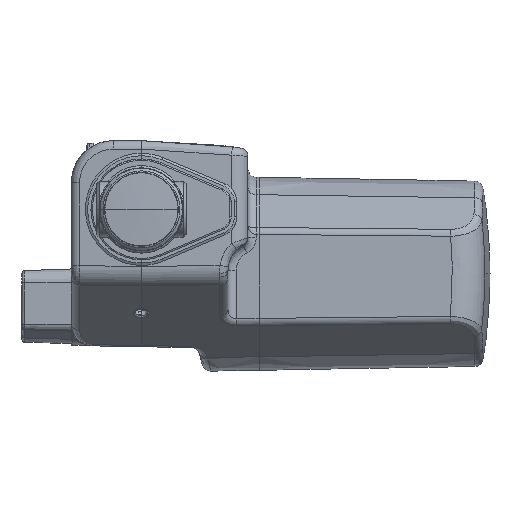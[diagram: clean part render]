
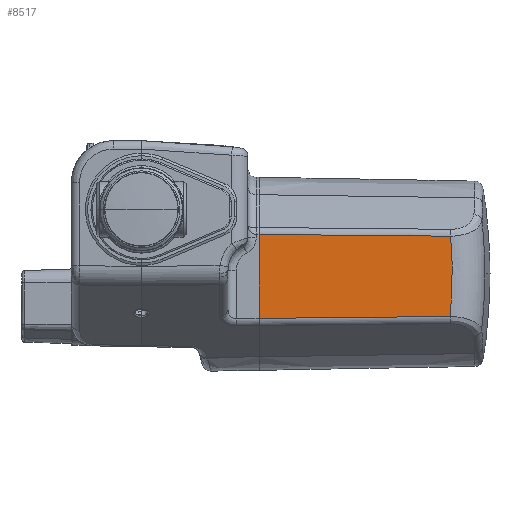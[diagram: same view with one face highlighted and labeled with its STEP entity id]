
A CAD part, left-side view. The second image highlights one B-rep face of the part: STEP entity #8517.
In plain terms, the highlighted planar face has unit normal (-1, -0.018, 0).
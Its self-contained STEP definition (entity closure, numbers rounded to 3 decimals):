
#8517 = ADVANCED_FACE ( 'NONE', ( #28064 ), #27008, .T. ) ;
#11863 = AXIS2_PLACEMENT_3D ( 'NONE', #27007, #27017, #27018 ) ;
#27007 = CARTESIAN_POINT ( 'NONE',  ( -17.12, 0., -35.2 ) ) ;
#27008 = PLANE ( 'NONE',  #11863 ) ;
#27017 = DIRECTION ( 'NONE',  ( -1., -0.017, 0. ) ) ;
#27018 = DIRECTION ( 'NONE',  ( -0.017, 1., 0. ) ) ;
#28064 = FACE_OUTER_BOUND ( 'NONE', #31806, .T. ) ;
#29133 = EDGE_CURVE ( 'NONE', #32993, #32995, #39797, .T. ) ;
#29134 = EDGE_CURVE ( 'NONE', #32995, #32994, #39796, .T. ) ;
#29136 = EDGE_CURVE ( 'NONE', #32991, #32993, #39788, .T. ) ;
#29139 = EDGE_CURVE ( 'NONE', #32991, #32994, #39798, .T. ) ;
#31806 = EDGE_LOOP ( 'NONE', ( #31911, #31912, #31914, #31916 ) ) ;
#31911 = ORIENTED_EDGE ( 'NONE', *, *, #29139, .F. ) ;
#31912 = ORIENTED_EDGE ( 'NONE', *, *, #29136, .T. ) ;
#31914 = ORIENTED_EDGE ( 'NONE', *, *, #29133, .T. ) ;
#31916 = ORIENTED_EDGE ( 'NONE', *, *, #29134, .T. ) ;
#32991 = VERTEX_POINT ( 'NONE', #47823 ) ;
#32993 = VERTEX_POINT ( 'NONE', #47826 ) ;
#32994 = VERTEX_POINT ( 'NONE', #47828 ) ;
#32995 = VERTEX_POINT ( 'NONE', #47830 ) ;
#34511 = AXIS2_PLACEMENT_3D ( 'NONE', #38883, #38886, #38888 ) ;
#38878 = CARTESIAN_POINT ( 'NONE',  ( -17.115, -0.294, -2.764 ) ) ;
#38883 = CARTESIAN_POINT ( 'NONE',  ( -18.032, 52.247, -17.2 ) ) ;
#38886 = DIRECTION ( 'NONE',  ( -1., -0.017, 0. ) ) ;
#38888 = DIRECTION ( 'NONE',  ( -0.017, 1., 0. ) ) ;
#38893 = DIRECTION ( 'NONE',  ( -0.017, 1., 0.009 ) ) ;
#38907 = CARTESIAN_POINT ( 'NONE',  ( -17.121, 0.017, -33.499 ) ) ;
#38909 = DIRECTION ( 'NONE',  ( 0.017, -1., 0.01 ) ) ;
#38991 = CARTESIAN_POINT ( 'NONE',  ( -16.387, -42., -35.2 ) ) ;
#38993 = DIRECTION ( 'NONE',  ( 0., 0., 1. ) ) ;
#39788 = LINE ( 'NONE', #38907, #39799 ) ;
#39794 = VECTOR ( 'NONE', #38893, 1000. ) ;
#39796 = LINE ( 'NONE', #38878, #39794 ) ;
#39797 = CIRCLE ( 'NONE', #34511, 163.147 ) ;
#39798 = LINE ( 'NONE', #38991, #39801 ) ;
#39799 = VECTOR ( 'NONE', #38909, 1000. ) ;
#39801 = VECTOR ( 'NONE', #38993, 1000. ) ;
#47823 = CARTESIAN_POINT ( 'NONE',  ( -16.387, -42., -33.083 ) ) ;
#47826 = CARTESIAN_POINT ( 'NONE',  ( -15.197, -110.165, -32.407 ) ) ;
#47828 = CARTESIAN_POINT ( 'NONE',  ( -16.387, -42., -3.142 ) ) ;
#47830 = CARTESIAN_POINT ( 'NONE',  ( -15.195, -110.321, -3.763 ) ) ;
